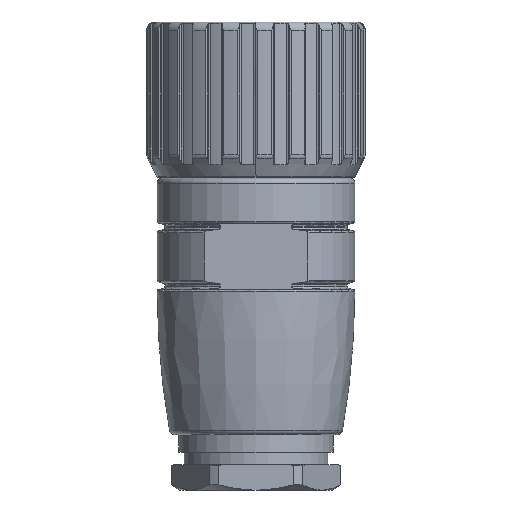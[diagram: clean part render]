
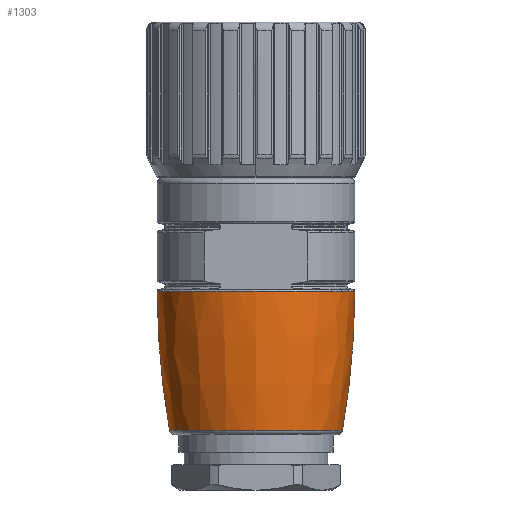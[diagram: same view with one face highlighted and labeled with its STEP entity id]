
A CAD part, left-side view. The second image highlights one B-rep face of the part: STEP entity #1303.
In plain terms, the highlighted free-form (B-spline) face has degree [3, 3] with [4, 4] control points.
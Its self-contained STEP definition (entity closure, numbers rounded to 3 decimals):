
#105=(
BOUNDED_SURFACE()
B_SPLINE_SURFACE(3,3,((#24048,#24049,#24050,#24051),(#24052,#24053,#24054,
#24055),(#24056,#24057,#24058,#24059),(#24060,#24061,#24062,#24063)),
 .UNSPECIFIED.,.F.,.F.,.F.)
B_SPLINE_SURFACE_WITH_KNOTS((4,4),(4,4),(0.,1.),(0.,1.),.UNSPECIFIED.)
GEOMETRIC_REPRESENTATION_ITEM()
RATIONAL_B_SPLINE_SURFACE(((1.,0.333,0.333,1.),
(0.997,0.332,0.332,0.997),
(0.997,0.332,0.332,0.997),
(1.,0.333,0.333,1.)))
REPRESENTATION_ITEM('')
SURFACE()
);
#1303=ADVANCED_FACE('',(#2472),#105,.T.);
#2472=FACE_OUTER_BOUND('',#3397,.T.);
#3397=EDGE_LOOP('',(#4950,#4951,#4952,#4953));
#4388=CIRCLE('',#17755,11.76);
#4389=CIRCLE('',#17757,95.601);
#4390=CIRCLE('',#17758,10.289);
#4391=CIRCLE('',#17759,95.601);
#4950=ORIENTED_EDGE('',*,*,#11733,.F.);
#4951=ORIENTED_EDGE('',*,*,#11734,.F.);
#4952=ORIENTED_EDGE('',*,*,#11735,.T.);
#4953=ORIENTED_EDGE('',*,*,#11732,.T.);
#9983=VERTEX_POINT('',#23853);
#9984=VERTEX_POINT('',#23855);
#10000=VERTEX_POINT('',#24044);
#10001=VERTEX_POINT('',#24046);
#11732=EDGE_CURVE('',#9983,#9984,#4388,.T.);
#11733=EDGE_CURVE('',#10000,#9984,#4389,.T.);
#11734=EDGE_CURVE('',#10001,#10000,#4390,.T.);
#11735=EDGE_CURVE('',#10001,#9983,#4391,.T.);
#17755=AXIS2_PLACEMENT_3D('',#24041,#19178,#19179);
#17757=AXIS2_PLACEMENT_3D('',#24043,#19182,#19183);
#17758=AXIS2_PLACEMENT_3D('',#24045,#19184,#19185);
#17759=AXIS2_PLACEMENT_3D('',#24047,#19186,#19187);
#19178=DIRECTION('',(0.,0.,-1.));
#19179=DIRECTION('',(0.,-1.,0.));
#19182=DIRECTION('',(1.,0.,0.));
#19183=DIRECTION('',(0.,1.,-0.002));
#19184=DIRECTION('',(0.,0.,-1.));
#19185=DIRECTION('',(0.,-1.,0.));
#19186=DIRECTION('',(-1.,0.,0.));
#19187=DIRECTION('',(0.,-1.,-0.002));
#23853=CARTESIAN_POINT('',(0.,-11.76,-13.454));
#23855=CARTESIAN_POINT('',(0.,11.76,-13.454));
#24041=CARTESIAN_POINT('',(0.,0.,-13.454));
#24043=CARTESIAN_POINT('',(0.,-83.841,-13.3));
#24044=CARTESIAN_POINT('',(0.,10.289,-30.005));
#24045=CARTESIAN_POINT('',(0.,0.,-30.005));
#24046=CARTESIAN_POINT('',(0.,-10.289,-30.005));
#24047=CARTESIAN_POINT('',(0.,83.841,-13.3));
#24048=CARTESIAN_POINT('',(0.,11.76,-13.454));
#24049=CARTESIAN_POINT('',(-23.52,11.76,-13.454));
#24050=CARTESIAN_POINT('',(-23.52,-11.76,-13.454));
#24051=CARTESIAN_POINT('',(0.,-11.76,-13.454));
#24052=CARTESIAN_POINT('',(0.,11.751,-19.007));
#24053=CARTESIAN_POINT('',(-23.502,11.751,-19.007));
#24054=CARTESIAN_POINT('',(-23.502,-11.751,-19.007));
#24055=CARTESIAN_POINT('',(0.,-11.751,-19.007));
#24056=CARTESIAN_POINT('',(0.,11.259,-24.537));
#24057=CARTESIAN_POINT('',(-22.519,11.259,-24.537));
#24058=CARTESIAN_POINT('',(-22.519,-11.259,-24.537));
#24059=CARTESIAN_POINT('',(0.,-11.259,-24.537));
#24060=CARTESIAN_POINT('',(0.,10.289,-30.005));
#24061=CARTESIAN_POINT('',(-20.578,10.289,-30.005));
#24062=CARTESIAN_POINT('',(-20.578,-10.289,-30.005));
#24063=CARTESIAN_POINT('',(0.,-10.289,-30.005));
